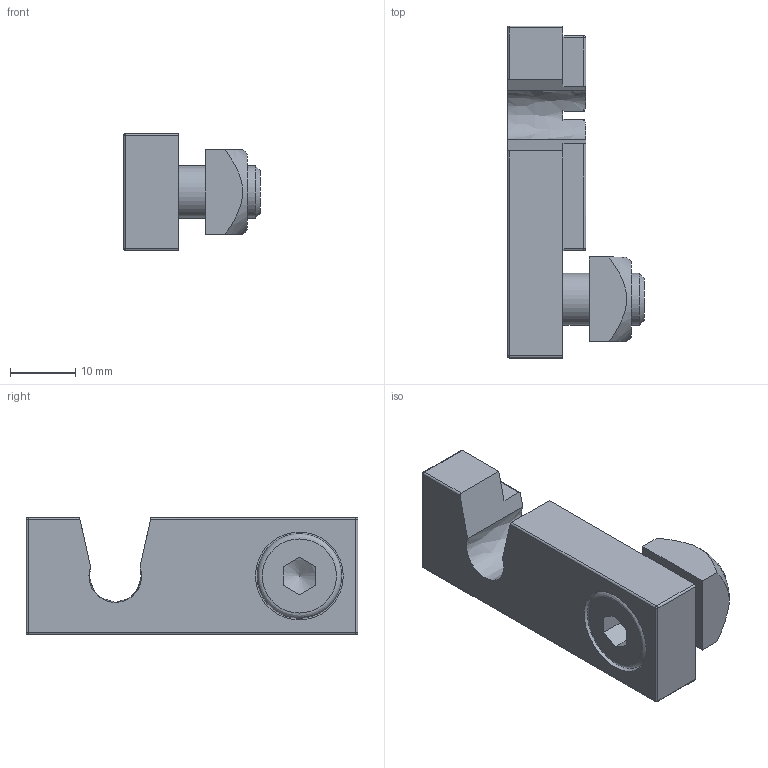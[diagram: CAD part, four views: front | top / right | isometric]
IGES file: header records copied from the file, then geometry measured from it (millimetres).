
Global section: file name: 700420P.stp.ipt; native system: Autodesk Inventor 2014; preprocessor: unknown; author: zeman; date: 20151016.102017; units: millimetre
Bounding box: 21 x 51 x 18 mm (x, y, z)
Volume: 8588.9 mm3; surface area: 5237.4 mm2
Topology: 3 solids, 3 shells, 71 faces, 178 edges, 109 vertices
Faces by surface type: plane 34, cylinder 20, sphere 7, revolution 7, cone 2, bspline 1
Full cylindrical faces by diameter (mm): 8 x1, 13 x1
